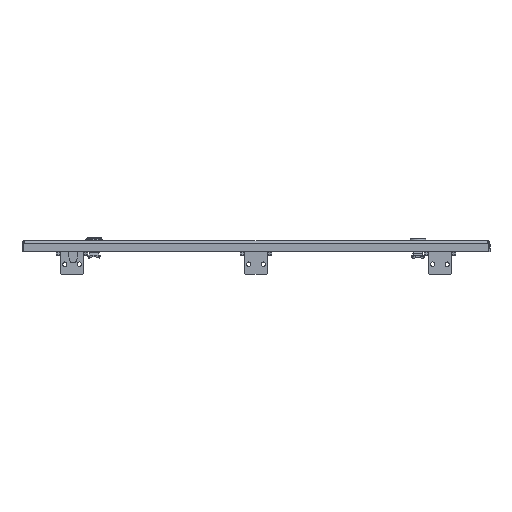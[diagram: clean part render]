
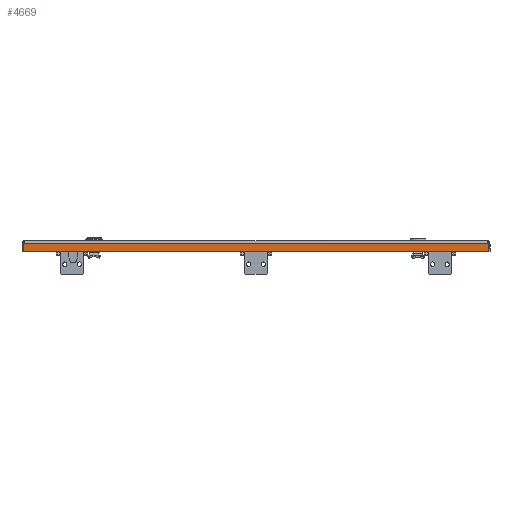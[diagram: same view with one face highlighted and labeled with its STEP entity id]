
A CAD part, left-side view. The second image highlights one B-rep face of the part: STEP entity #4669.
In plain terms, the highlighted planar face has unit normal (-1, 0, 0).
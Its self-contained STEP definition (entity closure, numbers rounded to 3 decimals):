
#561 = CARTESIAN_POINT ( 'NONE',  ( -344.5, -397.5, -4. ) ) ;
#1779 = CARTESIAN_POINT ( 'NONE',  ( -344.5, -397.5, -18. ) ) ;
#4669 = ADVANCED_FACE ( 'NONE', ( #62208 ), #67855, .F. ) ;
#7303 = CARTESIAN_POINT ( 'NONE',  ( -344.5, -395.429, -4. ) ) ;
#7679 = VECTOR ( 'NONE', #51767, 1000. ) ;
#8483 = CARTESIAN_POINT ( 'NONE',  ( -344.5, -395.429, -2. ) ) ;
#11971 = VERTEX_POINT ( 'NONE', #24047 ) ;
#13701 = LINE ( 'NONE', #68001, #7679 ) ;
#16410 = DIRECTION ( 'NONE',  ( 0., -1., 0. ) ) ;
#18261 = EDGE_CURVE ( 'NONE', #32753, #18926, #45102, .T. ) ;
#18926 = VERTEX_POINT ( 'NONE', #19005 ) ;
#19005 = CARTESIAN_POINT ( 'NONE',  ( -344.5, 395.429, -18. ) ) ;
#20601 = DIRECTION ( 'NONE',  ( 0., 0., -1. ) ) ;
#21838 = EDGE_CURVE ( 'NONE', #11971, #18926, #13701, .T. ) ;
#24047 = CARTESIAN_POINT ( 'NONE',  ( -344.5, 395.429, -4. ) ) ;
#25726 = ORIENTED_EDGE ( 'NONE', *, *, #46972, .F. ) ;
#26153 = ORIENTED_EDGE ( 'NONE', *, *, #66208, .F. ) ;
#27331 = LINE ( 'NONE', #561, #67030 ) ;
#27517 = AXIS2_PLACEMENT_3D ( 'NONE', #41032, #63260, #20601 ) ;
#29284 = LINE ( 'NONE', #8483, #56522 ) ;
#30230 = VECTOR ( 'NONE', #44765, 1000. ) ;
#32753 = VERTEX_POINT ( 'NONE', #57683 ) ;
#35598 = DIRECTION ( 'NONE',  ( 0., 0., -1. ) ) ;
#35633 = ORIENTED_EDGE ( 'NONE', *, *, #18261, .F. ) ;
#41032 = CARTESIAN_POINT ( 'NONE',  ( -344.5, 0., 0. ) ) ;
#43403 = EDGE_LOOP ( 'NONE', ( #26153, #45525, #35633, #25726 ) ) ;
#43669 = VERTEX_POINT ( 'NONE', #7303 ) ;
#44765 = DIRECTION ( 'NONE',  ( 0., 1., 0. ) ) ;
#45102 = LINE ( 'NONE', #1779, #30230 ) ;
#45525 = ORIENTED_EDGE ( 'NONE', *, *, #21838, .T. ) ;
#46972 = EDGE_CURVE ( 'NONE', #43669, #32753, #29284, .T. ) ;
#51767 = DIRECTION ( 'NONE',  ( 0., 0., -1. ) ) ;
#56522 = VECTOR ( 'NONE', #35598, 1000. ) ;
#57683 = CARTESIAN_POINT ( 'NONE',  ( -344.5, -395.429, -18. ) ) ;
#62208 = FACE_OUTER_BOUND ( 'NONE', #43403, .T. ) ;
#63260 = DIRECTION ( 'NONE',  ( 1., 0., 0. ) ) ;
#66208 = EDGE_CURVE ( 'NONE', #11971, #43669, #27331, .T. ) ;
#67030 = VECTOR ( 'NONE', #16410, 1000. ) ;
#67855 = PLANE ( 'NONE',  #27517 ) ;
#68001 = CARTESIAN_POINT ( 'NONE',  ( -344.5, 395.429, 0. ) ) ;
